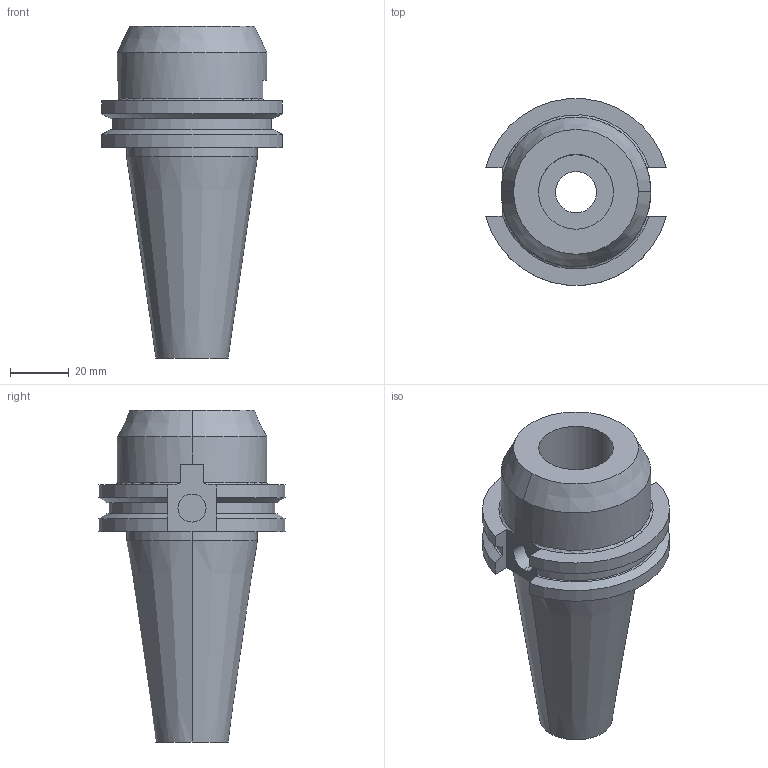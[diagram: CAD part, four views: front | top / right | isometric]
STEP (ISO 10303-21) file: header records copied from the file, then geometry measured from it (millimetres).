
FILE_DESCRIPTION (( 'STEP AP203' ), '1' );
FILE_NAME ('STP-22925-1.75-AD+B.STEP', '2020-06-30T06:16:40', ( '' ), ( '' ), 'SwSTEP 2.0', 'SolidWorks 2017', '' );
FILE_SCHEMA (( 'CONFIG_CONTROL_DESIGN' ));
Length unit declared in the file: millimetre
Products named in the file (1): STP-22925-1.75-AD+B
Bounding box: 61.35 x 63.26 x 112.7 mm (x, y, z)
Volume: 120096.4 mm3; surface area: 27669 mm2
Topology: 1 solids, 1 shells, 51 faces, 128 edges, 84 vertices
Faces by surface type: plane 21, cylinder 20, cone 8, torus 2
Entity records: 1669 total; most frequent: CARTESIAN_POINT 332, DIRECTION 274, ORIENTED_EDGE 256, EDGE_CURVE 128, AXIS2_PLACEMENT_3D 106, VERTEX_POINT 84, LINE 62, VECTOR 62
